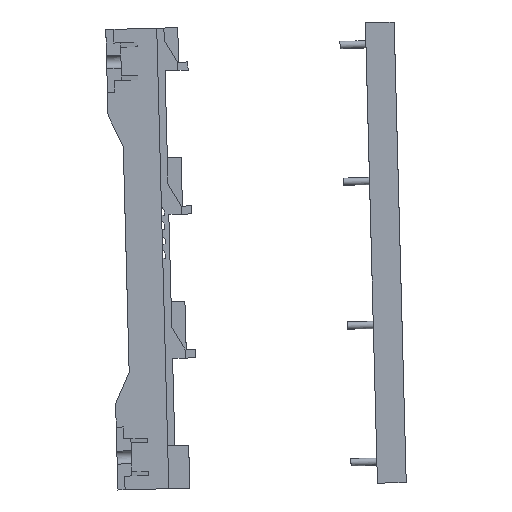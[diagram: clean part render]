
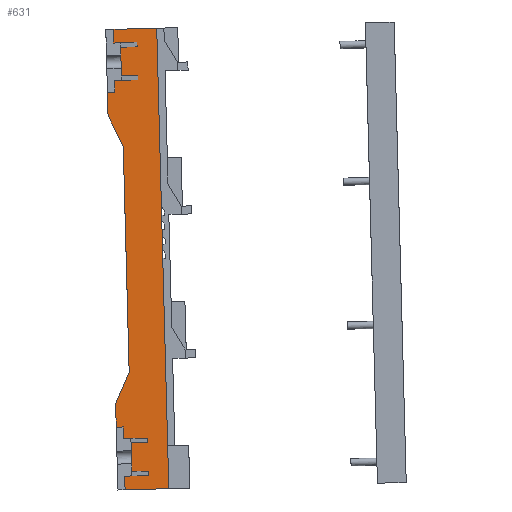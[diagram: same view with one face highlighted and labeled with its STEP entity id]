
A CAD part, left-side view. The second image highlights one B-rep face of the part: STEP entity #631.
In plain terms, the highlighted planar face has unit normal (-1, 0, 0).
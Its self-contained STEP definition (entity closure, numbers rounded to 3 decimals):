
#412=AXIS2_PLACEMENT_3D('Plane Axis2P3D',#409,#410,#411) ;
#213=CARTESIAN_POINT('Vertex',(-11.25,100.,-35.4)) ;
#216=CARTESIAN_POINT('Line Origine',(-11.25,108.156,-35.4)) ;
#220=CARTESIAN_POINT('Vertex',(-11.25,116.312,-35.4)) ;
#409=CARTESIAN_POINT('Axis2P3D Location',(-11.25,0.,0.)) ;
#414=CARTESIAN_POINT('Line Origine',(-11.25,127.5,-19.699)) ;
#418=CARTESIAN_POINT('Vertex',(-11.25,127.5,-25.4)) ;
#420=CARTESIAN_POINT('Vertex',(-11.25,127.5,-13.997)) ;
#423=CARTESIAN_POINT('Line Origine',(-11.25,126.,-13.997)) ;
#427=CARTESIAN_POINT('Vertex',(-11.25,124.5,-13.997)) ;
#430=CARTESIAN_POINT('Line Origine',(-11.25,124.5,-22.199)) ;
#434=CARTESIAN_POINT('Vertex',(-11.25,124.5,-30.4)) ;
#437=CARTESIAN_POINT('Line Origine',(-11.25,120.406,-30.4)) ;
#441=CARTESIAN_POINT('Vertex',(-11.25,116.312,-30.4)) ;
#444=CARTESIAN_POINT('Line Origine',(-11.25,116.312,-32.9)) ;
#449=CARTESIAN_POINT('Line Origine',(-11.25,89.277,-30.4)) ;
#453=CARTESIAN_POINT('Vertex',(-11.25,78.555,-25.4)) ;
#456=CARTESIAN_POINT('Line Origine',(-11.25,0.,-25.4)) ;
#460=CARTESIAN_POINT('Vertex',(-11.25,-78.555,-25.4)) ;
#463=CARTESIAN_POINT('Line Origine',(-11.25,-89.277,-30.4)) ;
#467=CARTESIAN_POINT('Vertex',(-11.25,-100.,-35.4)) ;
#470=CARTESIAN_POINT('Line Origine',(-11.25,-108.156,-35.4)) ;
#474=CARTESIAN_POINT('Vertex',(-11.25,-116.312,-35.4)) ;
#477=CARTESIAN_POINT('Line Origine',(-11.25,-116.312,-32.9)) ;
#481=CARTESIAN_POINT('Vertex',(-11.25,-116.312,-30.4)) ;
#484=CARTESIAN_POINT('Line Origine',(-11.25,-120.406,-30.4)) ;
#488=CARTESIAN_POINT('Vertex',(-11.25,-124.5,-30.4)) ;
#491=CARTESIAN_POINT('Line Origine',(-11.25,-124.5,-22.199)) ;
#495=CARTESIAN_POINT('Vertex',(-11.25,-124.5,-13.997)) ;
#498=CARTESIAN_POINT('Line Origine',(-11.25,-126.,-13.997)) ;
#502=CARTESIAN_POINT('Vertex',(-11.25,-127.5,-13.997)) ;
#505=CARTESIAN_POINT('Line Origine',(-11.25,-127.5,-19.699)) ;
#509=CARTESIAN_POINT('Vertex',(-11.25,-127.5,-25.4)) ;
#512=CARTESIAN_POINT('Line Origine',(-11.25,-137.5,-25.4)) ;
#516=CARTESIAN_POINT('Vertex',(-11.25,-147.5,-25.4)) ;
#519=CARTESIAN_POINT('Line Origine',(-11.25,-147.5,-19.699)) ;
#523=CARTESIAN_POINT('Vertex',(-11.25,-147.5,-13.997)) ;
#526=CARTESIAN_POINT('Line Origine',(-11.25,-149.,-13.997)) ;
#530=CARTESIAN_POINT('Vertex',(-11.25,-150.5,-13.997)) ;
#533=CARTESIAN_POINT('Line Origine',(-11.25,-150.5,-22.199)) ;
#537=CARTESIAN_POINT('Vertex',(-11.25,-150.5,-30.4)) ;
#540=CARTESIAN_POINT('Line Origine',(-11.25,-155.25,-30.4)) ;
#544=CARTESIAN_POINT('Vertex',(-11.25,-160.,-30.4)) ;
#547=CARTESIAN_POINT('Line Origine',(-11.25,-160.,-15.2)) ;
#551=CARTESIAN_POINT('Vertex',(-11.25,-160.,0.)) ;
#554=CARTESIAN_POINT('Line Origine',(-11.25,0.,0.)) ;
#558=CARTESIAN_POINT('Vertex',(-11.25,160.,0.)) ;
#561=CARTESIAN_POINT('Line Origine',(-11.25,160.,-15.2)) ;
#565=CARTESIAN_POINT('Vertex',(-11.25,160.,-30.4)) ;
#568=CARTESIAN_POINT('Line Origine',(-11.25,155.25,-30.4)) ;
#572=CARTESIAN_POINT('Vertex',(-11.25,150.5,-30.4)) ;
#575=CARTESIAN_POINT('Line Origine',(-11.25,150.5,-22.199)) ;
#579=CARTESIAN_POINT('Vertex',(-11.25,150.5,-13.997)) ;
#582=CARTESIAN_POINT('Line Origine',(-11.25,149.,-13.997)) ;
#586=CARTESIAN_POINT('Vertex',(-11.25,147.5,-13.997)) ;
#589=CARTESIAN_POINT('Line Origine',(-11.25,147.5,-19.699)) ;
#593=CARTESIAN_POINT('Vertex',(-11.25,147.5,-25.4)) ;
#596=CARTESIAN_POINT('Line Origine',(-11.25,137.5,-25.4)) ;
#217=DIRECTION('Vector Direction',(0.,-1.,0.)) ;
#410=DIRECTION('Axis2P3D Direction',(1.,0.,0.)) ;
#411=DIRECTION('Axis2P3D XDirection',(0.,1.,0.)) ;
#415=DIRECTION('Vector Direction',(0.,0.,1.)) ;
#424=DIRECTION('Vector Direction',(0.,1.,0.)) ;
#431=DIRECTION('Vector Direction',(0.,0.,1.)) ;
#438=DIRECTION('Vector Direction',(0.,1.,0.)) ;
#445=DIRECTION('Vector Direction',(0.,0.,1.)) ;
#450=DIRECTION('Vector Direction',(0.,-0.906,0.423)) ;
#457=DIRECTION('Vector Direction',(0.,1.,0.)) ;
#464=DIRECTION('Vector Direction',(0.,-0.906,-0.423)) ;
#471=DIRECTION('Vector Direction',(0.,1.,0.)) ;
#478=DIRECTION('Vector Direction',(0.,0.,1.)) ;
#485=DIRECTION('Vector Direction',(0.,-1.,0.)) ;
#492=DIRECTION('Vector Direction',(0.,0.,1.)) ;
#499=DIRECTION('Vector Direction',(0.,1.,0.)) ;
#506=DIRECTION('Vector Direction',(0.,0.,1.)) ;
#513=DIRECTION('Vector Direction',(0.,1.,0.)) ;
#520=DIRECTION('Vector Direction',(0.,0.,1.)) ;
#527=DIRECTION('Vector Direction',(0.,1.,0.)) ;
#534=DIRECTION('Vector Direction',(0.,0.,1.)) ;
#541=DIRECTION('Vector Direction',(0.,-1.,0.)) ;
#548=DIRECTION('Vector Direction',(0.,0.,-1.)) ;
#555=DIRECTION('Vector Direction',(0.,1.,0.)) ;
#562=DIRECTION('Vector Direction',(0.,0.,-1.)) ;
#569=DIRECTION('Vector Direction',(0.,1.,0.)) ;
#576=DIRECTION('Vector Direction',(0.,0.,1.)) ;
#583=DIRECTION('Vector Direction',(0.,1.,0.)) ;
#590=DIRECTION('Vector Direction',(0.,0.,1.)) ;
#597=DIRECTION('Vector Direction',(0.,-1.,0.)) ;
#218=VECTOR('Line Direction',#217,1.) ;
#416=VECTOR('Line Direction',#415,1.) ;
#425=VECTOR('Line Direction',#424,1.) ;
#432=VECTOR('Line Direction',#431,1.) ;
#439=VECTOR('Line Direction',#438,1.) ;
#446=VECTOR('Line Direction',#445,1.) ;
#451=VECTOR('Line Direction',#450,1.) ;
#458=VECTOR('Line Direction',#457,1.) ;
#465=VECTOR('Line Direction',#464,1.) ;
#472=VECTOR('Line Direction',#471,1.) ;
#479=VECTOR('Line Direction',#478,1.) ;
#486=VECTOR('Line Direction',#485,1.) ;
#493=VECTOR('Line Direction',#492,1.) ;
#500=VECTOR('Line Direction',#499,1.) ;
#507=VECTOR('Line Direction',#506,1.) ;
#514=VECTOR('Line Direction',#513,1.) ;
#521=VECTOR('Line Direction',#520,1.) ;
#528=VECTOR('Line Direction',#527,1.) ;
#535=VECTOR('Line Direction',#534,1.) ;
#542=VECTOR('Line Direction',#541,1.) ;
#549=VECTOR('Line Direction',#548,1.) ;
#556=VECTOR('Line Direction',#555,1.) ;
#563=VECTOR('Line Direction',#562,1.) ;
#570=VECTOR('Line Direction',#569,1.) ;
#577=VECTOR('Line Direction',#576,1.) ;
#584=VECTOR('Line Direction',#583,1.) ;
#591=VECTOR('Line Direction',#590,1.) ;
#598=VECTOR('Line Direction',#597,1.) ;
#602=ORIENTED_EDGE('',*,*,#422,.T.) ;
#603=ORIENTED_EDGE('',*,*,#429,.F.) ;
#604=ORIENTED_EDGE('',*,*,#436,.F.) ;
#605=ORIENTED_EDGE('',*,*,#443,.T.) ;
#606=ORIENTED_EDGE('',*,*,#448,.F.) ;
#607=ORIENTED_EDGE('',*,*,#222,.F.) ;
#608=ORIENTED_EDGE('',*,*,#455,.F.) ;
#609=ORIENTED_EDGE('',*,*,#462,.F.) ;
#610=ORIENTED_EDGE('',*,*,#469,.F.) ;
#611=ORIENTED_EDGE('',*,*,#476,.F.) ;
#612=ORIENTED_EDGE('',*,*,#483,.T.) ;
#613=ORIENTED_EDGE('',*,*,#490,.T.) ;
#614=ORIENTED_EDGE('',*,*,#497,.T.) ;
#615=ORIENTED_EDGE('',*,*,#504,.F.) ;
#616=ORIENTED_EDGE('',*,*,#511,.F.) ;
#617=ORIENTED_EDGE('',*,*,#518,.T.) ;
#618=ORIENTED_EDGE('',*,*,#525,.T.) ;
#619=ORIENTED_EDGE('',*,*,#532,.F.) ;
#620=ORIENTED_EDGE('',*,*,#539,.F.) ;
#621=ORIENTED_EDGE('',*,*,#546,.T.) ;
#622=ORIENTED_EDGE('',*,*,#553,.F.) ;
#623=ORIENTED_EDGE('',*,*,#560,.F.) ;
#624=ORIENTED_EDGE('',*,*,#567,.F.) ;
#625=ORIENTED_EDGE('',*,*,#574,.T.) ;
#626=ORIENTED_EDGE('',*,*,#581,.T.) ;
#627=ORIENTED_EDGE('',*,*,#588,.F.) ;
#628=ORIENTED_EDGE('',*,*,#595,.F.) ;
#629=ORIENTED_EDGE('',*,*,#600,.T.) ;
#631=ADVANCED_FACE('Hauptk\X2\00F6\X0\rper',(#630),#413,.F.) ;
#222=EDGE_CURVE('',#214,#221,#219,.F.) ;
#422=EDGE_CURVE('',#419,#421,#417,.T.) ;
#429=EDGE_CURVE('',#428,#421,#426,.T.) ;
#436=EDGE_CURVE('',#435,#428,#433,.T.) ;
#443=EDGE_CURVE('',#435,#442,#440,.F.) ;
#448=EDGE_CURVE('',#221,#442,#447,.T.) ;
#455=EDGE_CURVE('',#454,#214,#452,.F.) ;
#462=EDGE_CURVE('',#461,#454,#459,.T.) ;
#469=EDGE_CURVE('',#468,#461,#466,.F.) ;
#476=EDGE_CURVE('',#475,#468,#473,.T.) ;
#483=EDGE_CURVE('',#475,#482,#480,.T.) ;
#490=EDGE_CURVE('',#482,#489,#487,.T.) ;
#497=EDGE_CURVE('',#489,#496,#494,.T.) ;
#504=EDGE_CURVE('',#503,#496,#501,.T.) ;
#511=EDGE_CURVE('',#510,#503,#508,.T.) ;
#518=EDGE_CURVE('',#510,#517,#515,.F.) ;
#525=EDGE_CURVE('',#517,#524,#522,.T.) ;
#532=EDGE_CURVE('',#531,#524,#529,.T.) ;
#539=EDGE_CURVE('',#538,#531,#536,.T.) ;
#546=EDGE_CURVE('',#538,#545,#543,.T.) ;
#553=EDGE_CURVE('',#552,#545,#550,.T.) ;
#560=EDGE_CURVE('',#559,#552,#557,.F.) ;
#567=EDGE_CURVE('',#566,#559,#564,.F.) ;
#574=EDGE_CURVE('',#566,#573,#571,.F.) ;
#581=EDGE_CURVE('',#573,#580,#578,.T.) ;
#588=EDGE_CURVE('',#587,#580,#585,.T.) ;
#595=EDGE_CURVE('',#594,#587,#592,.T.) ;
#600=EDGE_CURVE('',#594,#419,#599,.T.) ;
#601=EDGE_LOOP('',(#602,#603,#604,#605,#606,#607,#608,#609,#610,#611,#612,#613,#614,#615,#616,#617,#618,#619,#620,#621,#622,#623,#624,#625,#626,#627,#628,#629)) ;
#630=FACE_OUTER_BOUND('',#601,.T.) ;
#219=LINE('Line',#216,#218) ;
#417=LINE('Line',#414,#416) ;
#426=LINE('Line',#423,#425) ;
#433=LINE('Line',#430,#432) ;
#440=LINE('Line',#437,#439) ;
#447=LINE('Line',#444,#446) ;
#452=LINE('Line',#449,#451) ;
#459=LINE('Line',#456,#458) ;
#466=LINE('Line',#463,#465) ;
#473=LINE('Line',#470,#472) ;
#480=LINE('Line',#477,#479) ;
#487=LINE('Line',#484,#486) ;
#494=LINE('Line',#491,#493) ;
#501=LINE('Line',#498,#500) ;
#508=LINE('Line',#505,#507) ;
#515=LINE('Line',#512,#514) ;
#522=LINE('Line',#519,#521) ;
#529=LINE('Line',#526,#528) ;
#536=LINE('Line',#533,#535) ;
#543=LINE('Line',#540,#542) ;
#550=LINE('Line',#547,#549) ;
#557=LINE('Line',#554,#556) ;
#564=LINE('Line',#561,#563) ;
#571=LINE('Line',#568,#570) ;
#578=LINE('Line',#575,#577) ;
#585=LINE('Line',#582,#584) ;
#592=LINE('Line',#589,#591) ;
#599=LINE('Line',#596,#598) ;
#413=PLANE('',#412) ;
#214=VERTEX_POINT('',#213) ;
#221=VERTEX_POINT('',#220) ;
#419=VERTEX_POINT('',#418) ;
#421=VERTEX_POINT('',#420) ;
#428=VERTEX_POINT('',#427) ;
#435=VERTEX_POINT('',#434) ;
#442=VERTEX_POINT('',#441) ;
#454=VERTEX_POINT('',#453) ;
#461=VERTEX_POINT('',#460) ;
#468=VERTEX_POINT('',#467) ;
#475=VERTEX_POINT('',#474) ;
#482=VERTEX_POINT('',#481) ;
#489=VERTEX_POINT('',#488) ;
#496=VERTEX_POINT('',#495) ;
#503=VERTEX_POINT('',#502) ;
#510=VERTEX_POINT('',#509) ;
#517=VERTEX_POINT('',#516) ;
#524=VERTEX_POINT('',#523) ;
#531=VERTEX_POINT('',#530) ;
#538=VERTEX_POINT('',#537) ;
#545=VERTEX_POINT('',#544) ;
#552=VERTEX_POINT('',#551) ;
#559=VERTEX_POINT('',#558) ;
#566=VERTEX_POINT('',#565) ;
#573=VERTEX_POINT('',#572) ;
#580=VERTEX_POINT('',#579) ;
#587=VERTEX_POINT('',#586) ;
#594=VERTEX_POINT('',#593) ;
